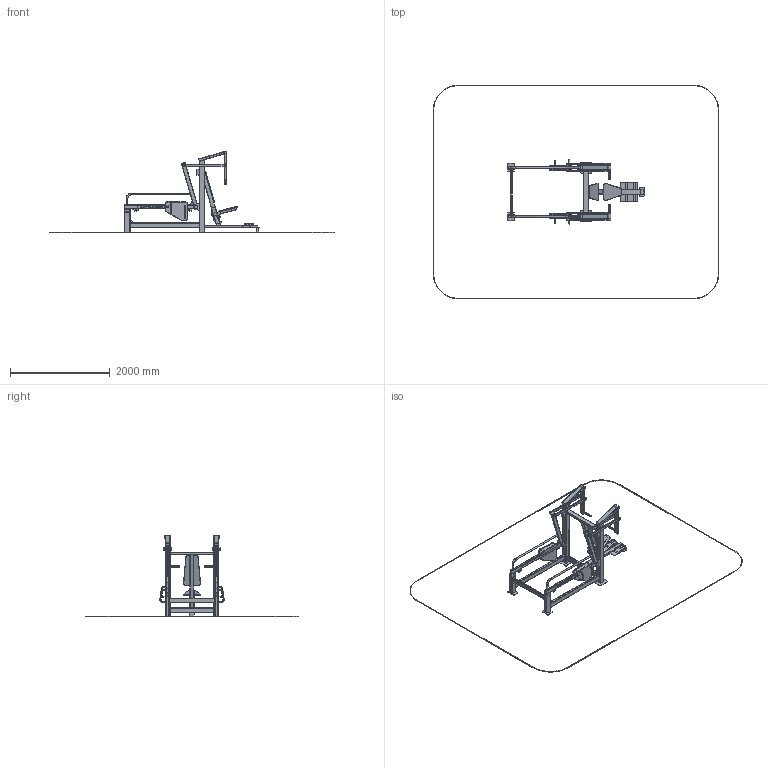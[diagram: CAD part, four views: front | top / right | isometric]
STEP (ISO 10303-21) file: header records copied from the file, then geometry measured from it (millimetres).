
FILE_DESCRIPTION(('STEP AP214'), '1');
FILE_NAME('óëè÷íûé òðåíàæåð_Æèì îò ñåáÿ', '', ('UNSPECIFIED'), ('UNSPECIFIED'), 'C3D Converter', 'C3D Toolkit', '');
FILE_SCHEMA(('AUTOMOTIVE_DESIGN { 1 0 10303 214 3 1 1}'));
Length unit declared in the file: millimetre
Products named in the file (116): УТС-02.03.00.01; УТС-05.03.00.01; УТС-05.03.00.00; УТС-05.03.01.00; УТС-05.03.01.01; УТС-05.03.01.02; УТС-05.03.00.02; -01
Assembly tree (175 placements, depth 5):
  (unnamed)
    (unnamed)
      (unnamed)
      (unnamed)
      (unnamed)
      (unnamed)  x2
      (unnamed)  x2
      (unnamed)  x2
      УТС-02.03.00.01
    (unnamed)
      (unnamed)
      (unnamed)
      (unnamed)
      (unnamed)  x2
      (unnamed)  x2
      (unnamed)  x2
      УТС-02.03.00.01
    (unnamed)
      (unnamed)
        (unnamed)
        (unnamed)
        (unnamed)
        (unnamed)
        (unnamed)
        (unnamed)
      УТС-02.03.00.01
    (unnamed)
      УТС-02.03.00.01
      (unnamed)
        (unnamed)
        (unnamed)
        (unnamed)
        (unnamed)
        (unnamed)
        (unnamed)
    (unnamed)
      (unnamed)
      (unnamed)
      (unnamed)
      (unnamed)  x2
      (unnamed)
      (unnamed)  x2
      (unnamed)
      (unnamed)  x2
      (unnamed)  x2
      (unnamed)
      (unnamed)
      (unnamed)
      (unnamed)
        (unnamed)
        (unnamed)  x2
        (unnamed)
      (unnamed)
    (unnamed)  x2
      (unnamed)
      (unnamed)
    (unnamed)
      (unnamed)
      (unnamed)
      (unnamed)  x2
Bounding box: 5737 x 4292.13 x 1647.26 mm (x, y, z)
Volume: 40027194.3 mm3; surface area: 17273140 mm2
Topology: 166 solids, 166 shells, 6401 faces, 14148 edges, 8076 vertices
Faces by surface type: bspline 3216, cylinder 1622, plane 1381, extrusion 124, torus 42, cone 16
Full cylindrical faces by diameter (mm): 15 x2, 15.4 x2, 16.4 x12, 20 x6, 21 x2, 22 x12, 27 x2, 28.4 x4, 30 x4, 34 x4, 40 x4, 54 x10, 70 x2
Entity records: 166744 total; most frequent: CARTESIAN_POINT 61066, ORIENTED_EDGE 16454, DIRECTION 10185, EDGE_CURVE 8227, VERTEX_POINT 4848, EDGE_LOOP 3903, FACE_BOUND 3751, B_SPLINE_CURVE_WITH_KNOTS 3642
